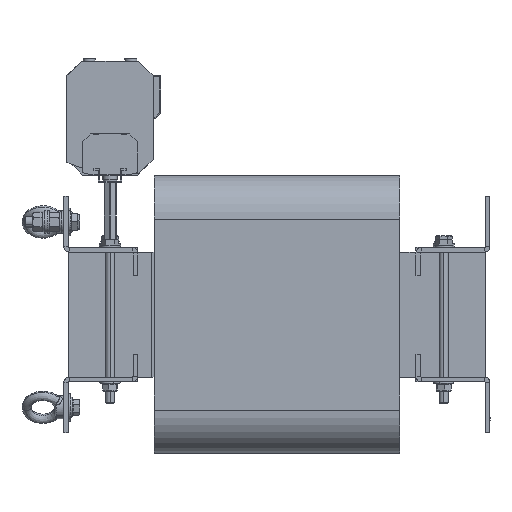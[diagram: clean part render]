
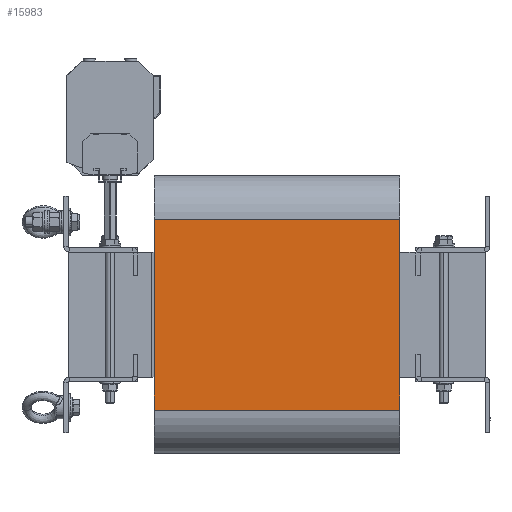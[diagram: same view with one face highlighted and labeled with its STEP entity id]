
A CAD part, left-side view. The second image highlights one B-rep face of the part: STEP entity #15983.
In plain terms, the highlighted planar face has unit normal (-1, 0, 0).
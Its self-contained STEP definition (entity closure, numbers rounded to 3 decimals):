
#2833 = ORIENTED_EDGE ( 'NONE', *, *, #48299, .F. ) ;
#2856 = CARTESIAN_POINT ( 'NONE',  ( -269., 132.5, 0. ) ) ;
#3417 = LINE ( 'NONE', #24950, #4695 ) ;
#4695 = VECTOR ( 'NONE', #40549, 1000. ) ;
#5453 = ORIENTED_EDGE ( 'NONE', *, *, #36149, .T. ) ;
#6753 = PLANE ( 'NONE',  #39106 ) ;
#8212 = VERTEX_POINT ( 'NONE', #42586 ) ;
#8555 = DIRECTION ( 'NONE',  ( 0., -1., 0. ) ) ;
#9330 = VECTOR ( 'NONE', #52468, 1000. ) ;
#10463 = CARTESIAN_POINT ( 'NONE',  ( -269., 132.5, -103. ) ) ;
#10989 = EDGE_LOOP ( 'NONE', ( #2833, #32435, #5453, #23647 ) ) ;
#12304 = DIRECTION ( 'NONE',  ( 0., 0., -1. ) ) ;
#15553 = VECTOR ( 'NONE', #8555, 1000. ) ;
#15983 = ADVANCED_FACE ( 'NONE', ( #41123 ), #6753, .T. ) ;
#18434 = EDGE_CURVE ( 'NONE', #18631, #52295, #44695, .T. ) ;
#18631 = VERTEX_POINT ( 'NONE', #10463 ) ;
#21385 = LINE ( 'NONE', #43302, #39790 ) ;
#23647 = ORIENTED_EDGE ( 'NONE', *, *, #18434, .T. ) ;
#24950 = CARTESIAN_POINT ( 'NONE',  ( -269., 132.5, 0. ) ) ;
#31186 = DIRECTION ( 'NONE',  ( 0., 0., 1. ) ) ;
#31564 = CARTESIAN_POINT ( 'NONE',  ( -269., 132.5, 103. ) ) ;
#32367 = VERTEX_POINT ( 'NONE', #41346 ) ;
#32435 = ORIENTED_EDGE ( 'NONE', *, *, #47214, .F. ) ;
#36149 = EDGE_CURVE ( 'NONE', #32367, #18631, #3417, .T. ) ;
#39106 = AXIS2_PLACEMENT_3D ( 'NONE', #2856, #51064, #31186 ) ;
#39790 = VECTOR ( 'NONE', #12304, 1000. ) ;
#40549 = DIRECTION ( 'NONE',  ( 0., 0., -1. ) ) ;
#41063 = LINE ( 'NONE', #31564, #9330 ) ;
#41123 = FACE_OUTER_BOUND ( 'NONE', #10989, .T. ) ;
#41346 = CARTESIAN_POINT ( 'NONE',  ( -269., 132.5, 103. ) ) ;
#42586 = CARTESIAN_POINT ( 'NONE',  ( -269., -132.5, 103. ) ) ;
#43302 = CARTESIAN_POINT ( 'NONE',  ( -269., -132.5, 0. ) ) ;
#44695 = LINE ( 'NONE', #45202, #15553 ) ;
#45202 = CARTESIAN_POINT ( 'NONE',  ( -269., 132.5, -103. ) ) ;
#47214 = EDGE_CURVE ( 'NONE', #32367, #8212, #41063, .T. ) ;
#47305 = CARTESIAN_POINT ( 'NONE',  ( -269., -132.5, -103. ) ) ;
#48299 = EDGE_CURVE ( 'NONE', #8212, #52295, #21385, .T. ) ;
#51064 = DIRECTION ( 'NONE',  ( -1., 0., 0. ) ) ;
#52295 = VERTEX_POINT ( 'NONE', #47305 ) ;
#52468 = DIRECTION ( 'NONE',  ( 0., -1., 0. ) ) ;
